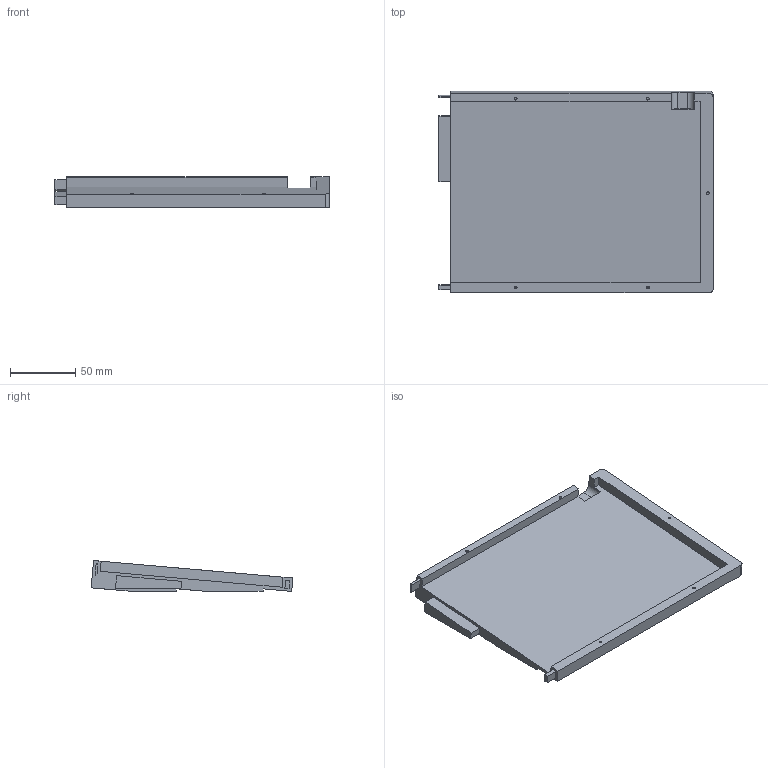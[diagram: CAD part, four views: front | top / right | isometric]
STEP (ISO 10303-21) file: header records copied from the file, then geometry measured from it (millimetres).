
FILE_DESCRIPTION(/* description */ (''),/* implementation_level */ '2;1');
FILE_NAME(/* name */ 'bottom right.step',/* time_stamp */ '2025-07-17T18:43:43+01:00',/* author */ (''),/* organization */ (''),/* preprocessor_version */ 'ST-DEVELOPER v20.1',/* originating_system */ 'Autodesk Translation Framework v14.10.0.0',/* authorisation */ '');
FILE_SCHEMA (('AUTOMOTIVE_DESIGN { 1 0 10303 214 3 1 1 }'));
Length unit declared in the file: millimetre
Products named in the file (3): case; Bottom; Right
Assembly tree (2 placements, depth 3):
  case
    Bottom
      Right
Bounding box: 210.54 x 154.85 x 23.67 mm (x, y, z)
Volume: 302550.1 mm3; surface area: 78911.3 mm2
Topology: 1 solids, 1 shells, 47 faces, 126 edges, 84 vertices
Faces by surface type: plane 38, cylinder 9
Full cylindrical faces by diameter (mm): 2 x5
Entity records: 1677 total; most frequent: CARTESIAN_POINT 262, ORIENTED_EDGE 252, DIRECTION 248, EDGE_CURVE 126, LINE 108, VECTOR 108, VERTEX_POINT 84, AXIS2_PLACEMENT_3D 70
